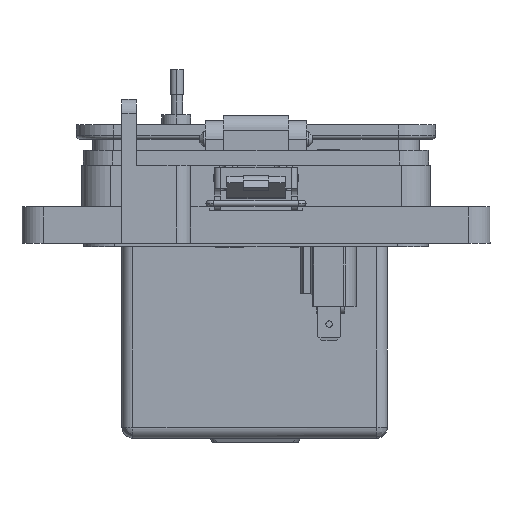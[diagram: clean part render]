
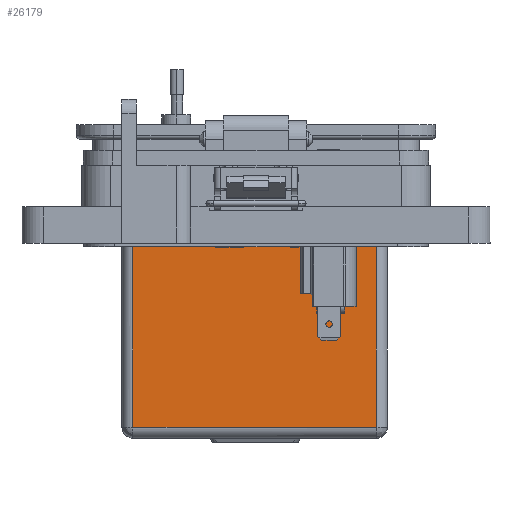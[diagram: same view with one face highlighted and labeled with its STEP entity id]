
A CAD part, front view. The second image highlights one B-rep face of the part: STEP entity #26179.
In plain terms, the highlighted planar face has unit normal (0, -1, 0).
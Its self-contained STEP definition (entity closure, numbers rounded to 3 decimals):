
#207 = EDGE_CURVE ( 'NONE', #40304, #42957, #60561, .T. ) ;
#695 = DIRECTION ( 'NONE',  ( 0., 0., 1. ) ) ;
#1127 = FACE_OUTER_BOUND ( 'NONE', #38287, .T. ) ;
#2634 = EDGE_CURVE ( 'NONE', #55355, #40304, #46261, .T. ) ;
#3146 = CARTESIAN_POINT ( 'NONE',  ( -2.825, -45.612, -12.212 ) ) ;
#3841 = DIRECTION ( 'NONE',  ( 0., 0., -1. ) ) ;
#4111 = CARTESIAN_POINT ( 'NONE',  ( -5.093, -45.612, -65.552 ) ) ;
#4136 = VECTOR ( 'NONE', #47667, 1000. ) ;
#9436 = ORIENTED_EDGE ( 'NONE', *, *, #15554, .F. ) ;
#11396 = CARTESIAN_POINT ( 'NONE',  ( -72.146, -45.612, -12.212 ) ) ;
#15554 = EDGE_CURVE ( 'NONE', #63954, #55355, #64852, .T. ) ;
#17653 = ORIENTED_EDGE ( 'NONE', *, *, #2634, .F. ) ;
#18602 = CARTESIAN_POINT ( 'NONE',  ( -5.093, -45.612, -62.522 ) ) ;
#25071 = CARTESIAN_POINT ( 'NONE',  ( -5.093, -45.612, -65.552 ) ) ;
#26179 = ADVANCED_FACE ( 'NONE', ( #1127 ), #67806, .T. ) ;
#30669 = DIRECTION ( 'NONE',  ( 0., -1., 0. ) ) ;
#31510 = CARTESIAN_POINT ( 'NONE',  ( -21.856, -45.612, -62.522 ) ) ;
#32178 = CARTESIAN_POINT ( 'NONE',  ( -5.093, -45.612, -12.212 ) ) ;
#32310 = CARTESIAN_POINT ( 'NONE',  ( -72.146, -45.612, -65.552 ) ) ;
#38287 = EDGE_LOOP ( 'NONE', ( #67789, #56308, #17653, #9436 ) ) ;
#40304 = VERTEX_POINT ( 'NONE', #62276 ) ;
#40455 = LINE ( 'NONE', #3146, #51144 ) ;
#42957 = VERTEX_POINT ( 'NONE', #11396 ) ;
#46261 = LINE ( 'NONE', #31510, #4136 ) ;
#46560 = DIRECTION ( 'NONE',  ( 1., 0., 0. ) ) ;
#46584 = VECTOR ( 'NONE', #695, 1000. ) ;
#47667 = DIRECTION ( 'NONE',  ( -1., 0., 0. ) ) ;
#49167 = VECTOR ( 'NONE', #3841, 1000. ) ;
#51144 = VECTOR ( 'NONE', #66352, 1000. ) ;
#55355 = VERTEX_POINT ( 'NONE', #18602 ) ;
#56308 = ORIENTED_EDGE ( 'NONE', *, *, #207, .F. ) ;
#57949 = AXIS2_PLACEMENT_3D ( 'NONE', #4111, #30669, #46560 ) ;
#60561 = LINE ( 'NONE', #32310, #46584 ) ;
#62276 = CARTESIAN_POINT ( 'NONE',  ( -72.146, -45.612, -62.522 ) ) ;
#63671 = EDGE_CURVE ( 'NONE', #63954, #42957, #40455, .T. ) ;
#63954 = VERTEX_POINT ( 'NONE', #32178 ) ;
#64852 = LINE ( 'NONE', #25071, #49167 ) ;
#66352 = DIRECTION ( 'NONE',  ( -1., 0., 0. ) ) ;
#67789 = ORIENTED_EDGE ( 'NONE', *, *, #63671, .T. ) ;
#67806 = PLANE ( 'NONE',  #57949 ) ;
